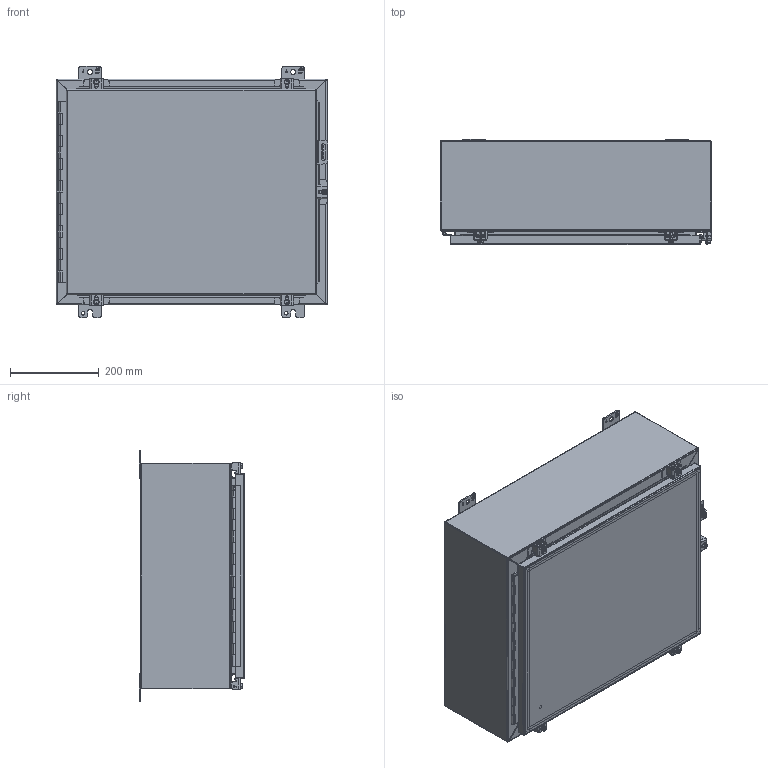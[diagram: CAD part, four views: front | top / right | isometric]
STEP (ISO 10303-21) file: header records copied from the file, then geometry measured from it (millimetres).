
FILE_DESCRIPTION (( 'STEP AP203' ), '1' );
FILE_NAME ('1418N4SSER8_Default.step', '2019-11-01T21:02:26', ( 'ADC123' ), ( 'Microsoft' ), 'SwSTEP 2.0', 'SolidWorks 2019', '' );
FILE_SCHEMA (( 'CONFIG_CONTROL_DESIGN' ));
Length unit declared in the file: inch
Products named in the file (1): 1418N4SSER8_Default
Bounding box: 611.2 x 238.12 x 565.15 mm (x, y, z)
Volume: 3024920 mm3; surface area: 3135543.9 mm2
Topology: 43 solids, 44 shells, 1597 faces, 4157 edges, 2698 vertices
Faces by surface type: plane 997, cylinder 506, bspline 84, cone 10
Entity records: 52692 total; most frequent: CARTESIAN_POINT 13375, ORIENTED_EDGE 8306, DIRECTION 7903, EDGE_CURVE 4153, VECTOR 2911, LINE 2911, VERTEX_POINT 2698, AXIS2_PLACEMENT_3D 2496
